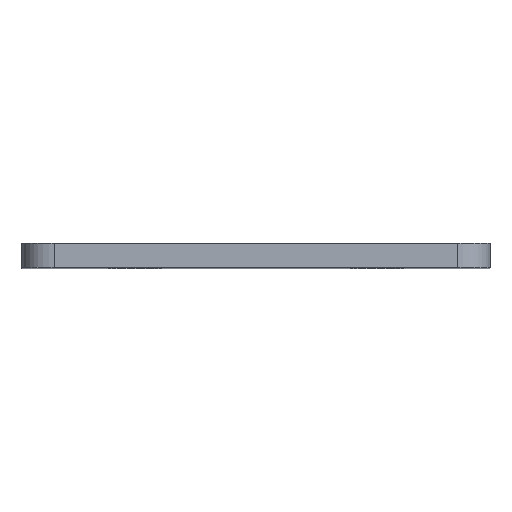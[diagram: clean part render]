
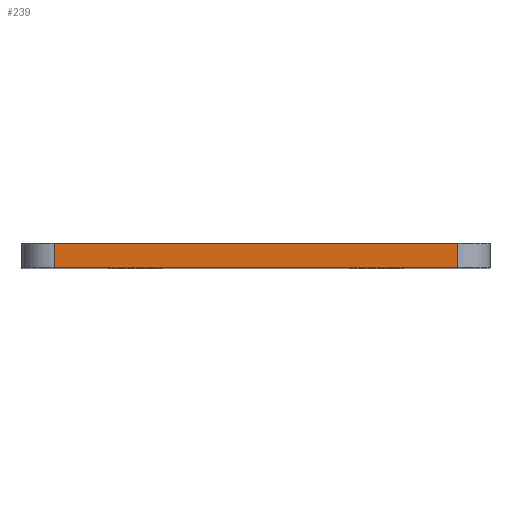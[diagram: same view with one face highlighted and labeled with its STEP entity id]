
A CAD part, top view. The second image highlights one B-rep face of the part: STEP entity #239.
In plain terms, the highlighted planar face has unit normal (0, 0, 1).
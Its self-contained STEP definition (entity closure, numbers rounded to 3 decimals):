
#3 = PLANE ( 'NONE',  #737 ) ;
#22 = LINE ( 'NONE', #511, #47 ) ;
#47 = VECTOR ( 'NONE', #383, 1000. ) ;
#48 = VECTOR ( 'NONE', #136, 1000. ) ;
#88 = EDGE_CURVE ( 'NONE', #333, #587, #500, .T. ) ;
#136 = DIRECTION ( 'NONE',  ( 0., 1., 0. ) ) ;
#142 = EDGE_CURVE ( 'NONE', #430, #333, #228, .T. ) ;
#170 = LINE ( 'NONE', #574, #630 ) ;
#228 = LINE ( 'NONE', #337, #736 ) ;
#235 = EDGE_LOOP ( 'NONE', ( #580, #781, #432, #338 ) ) ;
#239 = ADVANCED_FACE ( 'NONE', ( #254 ), #3, .T. ) ;
#247 = CARTESIAN_POINT ( 'NONE',  ( -14.5, 0., 37. ) ) ;
#254 = FACE_OUTER_BOUND ( 'NONE', #235, .T. ) ;
#255 = CARTESIAN_POINT ( 'NONE',  ( -12.5, 1.5, 37. ) ) ;
#263 = CARTESIAN_POINT ( 'NONE',  ( 12.5, 0., 37. ) ) ;
#274 = DIRECTION ( 'NONE',  ( 1., 0., 0. ) ) ;
#314 = VERTEX_POINT ( 'NONE', #255 ) ;
#333 = VERTEX_POINT ( 'NONE', #263 ) ;
#337 = CARTESIAN_POINT ( 'NONE',  ( -14.5, 0., 37. ) ) ;
#338 = ORIENTED_EDGE ( 'NONE', *, *, #675, .T. ) ;
#341 = DIRECTION ( 'NONE',  ( 1., 0., 0. ) ) ;
#383 = DIRECTION ( 'NONE',  ( 0., -1., 0. ) ) ;
#430 = VERTEX_POINT ( 'NONE', #716 ) ;
#432 = ORIENTED_EDGE ( 'NONE', *, *, #447, .F. ) ;
#447 = EDGE_CURVE ( 'NONE', #314, #587, #170, .T. ) ;
#487 = DIRECTION ( 'NONE',  ( 0., 0., 1. ) ) ;
#500 = LINE ( 'NONE', #617, #48 ) ;
#511 = CARTESIAN_POINT ( 'NONE',  ( -12.5, 0., 37. ) ) ;
#574 = CARTESIAN_POINT ( 'NONE',  ( -14.5, 1.5, 37. ) ) ;
#580 = ORIENTED_EDGE ( 'NONE', *, *, #142, .T. ) ;
#587 = VERTEX_POINT ( 'NONE', #706 ) ;
#617 = CARTESIAN_POINT ( 'NONE',  ( 12.5, 0., 37. ) ) ;
#630 = VECTOR ( 'NONE', #274, 1000. ) ;
#675 = EDGE_CURVE ( 'NONE', #314, #430, #22, .T. ) ;
#706 = CARTESIAN_POINT ( 'NONE',  ( 12.5, 1.5, 37. ) ) ;
#716 = CARTESIAN_POINT ( 'NONE',  ( -12.5, 0., 37. ) ) ;
#725 = DIRECTION ( 'NONE',  ( 1., 0., 0. ) ) ;
#736 = VECTOR ( 'NONE', #341, 1000. ) ;
#737 = AXIS2_PLACEMENT_3D ( 'NONE', #247, #487, #725 ) ;
#781 = ORIENTED_EDGE ( 'NONE', *, *, #88, .T. ) ;
